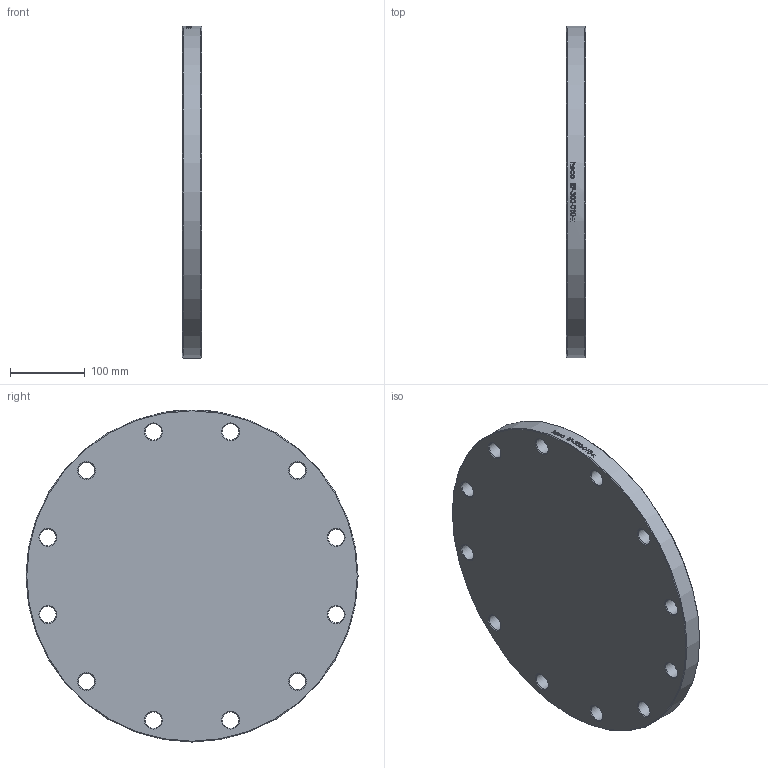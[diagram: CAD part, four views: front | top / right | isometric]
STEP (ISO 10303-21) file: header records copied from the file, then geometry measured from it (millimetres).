
FILE_DESCRIPTION (( 'STEP AP214' ), '1' );
FILE_NAME ('BF-300-010-x Blindflansch PN10 DIN2527 EN1092 2103.STEP', '2021-03-04T13:03:29', ( '' ), ( '' ), 'SwSTEP 2.0', 'SolidWorks 2019', '' );
FILE_SCHEMA (( 'AUTOMOTIVE_DESIGN' ));
Length unit declared in the file: millimetre
Products named in the file (1): BF-300-010-x Blindflansch PN10 DIN2527 EN1092 2103
Bounding box: 26 x 445 x 445 mm (x, y, z)
Volume: 3913935.4 mm3; surface area: 357145.2 mm2
Topology: 1 solids, 1 shells, 65 faces, 263 edges, 224 vertices
Faces by surface type: cylinder 37, cone 26, plane 2
Full cylindrical faces by diameter (mm): 22 x12, 445 x1
Entity records: 6733 total; most frequent: CARTESIAN_POINT 4539, ORIENTED_EDGE 422, DIRECTION 320, EDGE_CURVE 211, VERTEX_POINT 211, EDGE_LOOP 152, AXIS2_PLACEMENT_3D 149, B_SPLINE_CURVE_WITH_KNOTS 106
